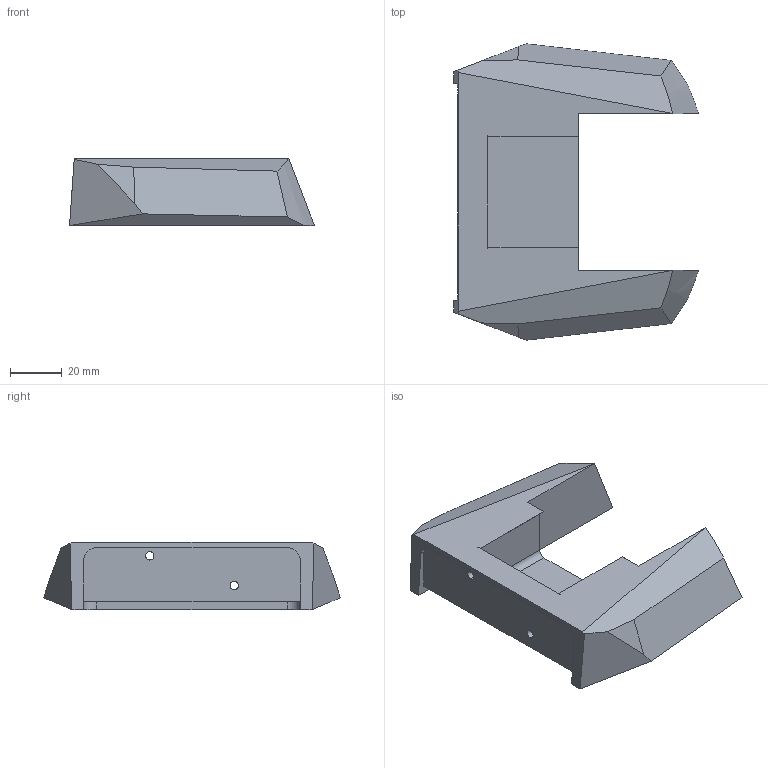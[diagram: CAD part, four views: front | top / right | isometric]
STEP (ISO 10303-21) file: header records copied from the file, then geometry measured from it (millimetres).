
FILE_DESCRIPTION (( 'STEP AP214' ), '1' );
FILE_NAME ('Little FLAB.STEP', '2025-06-27T16:33:18', ( 'ARUP Laboratories' ), ( 'ARUP Laboratories' ), 'SwSTEP 2.0', 'SolidWorks 2024', '' );
FILE_SCHEMA (( 'AUTOMOTIVE_DESIGN' ));
Length unit declared in the file: millimetre
Products named in the file (1): Little FLAB
Bounding box: 94.97 x 114.93 x 26 mm (x, y, z)
Volume: 107633.7 mm3; surface area: 27320.4 mm2
Topology: 1 solids, 1 shells, 84 faces, 214 edges, 124 vertices
Faces by surface type: cone 30, cylinder 28, plane 26
Entity records: 2433 total; most frequent: CARTESIAN_POINT 437, DIRECTION 426, ORIENTED_EDGE 396, EDGE_CURVE 198, AXIS2_PLACEMENT_3D 153, VERTEX_POINT 124, LINE 120, VECTOR 120
